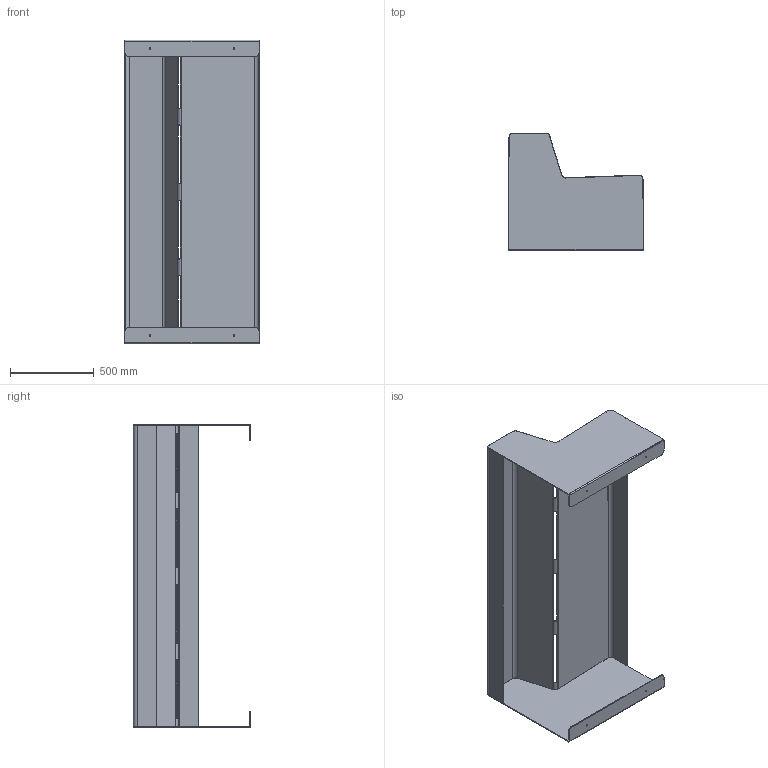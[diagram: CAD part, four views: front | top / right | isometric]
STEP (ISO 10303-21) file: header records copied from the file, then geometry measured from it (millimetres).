
FILE_DESCRIPTION (( 'STEP AP214' ), '1' );
FILE_NAME ('Naelou_Dossier_v1.STEP', '2020-12-01T12:01:42', ( '' ), ( '' ), 'SwSTEP 2.0', 'SolidWorks 2017', '' );
FILE_SCHEMA (( 'AUTOMOTIVE_DESIGN' ));
Length unit declared in the file: millimetre
Products named in the file (1): Naelou_Dossier_v1
Bounding box: 800 x 700 x 1812 mm (x, y, z)
Volume: 10398924.3 mm3; surface area: 6467332.2 mm2
Topology: 3 solids, 3 shells, 122 faces, 300 edges, 184 vertices
Faces by surface type: plane 74, cylinder 32, bspline 16
Entity records: 5472 total; most frequent: CARTESIAN_POINT 2631, ORIENTED_EDGE 600, DIRECTION 530, EDGE_CURVE 300, AXIS2_PLACEMENT_3D 187, VERTEX_POINT 184, VECTOR 156, LINE 156
